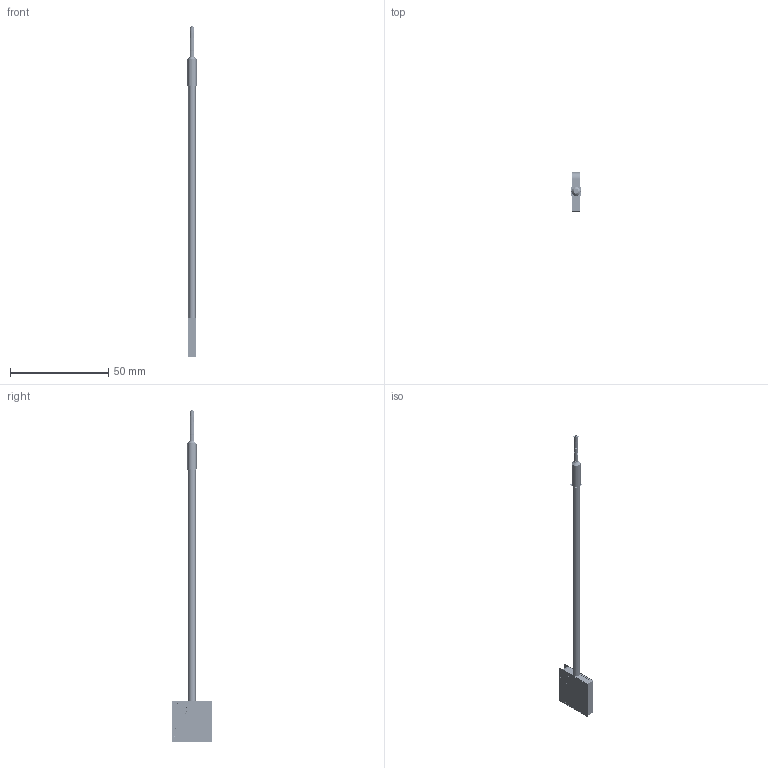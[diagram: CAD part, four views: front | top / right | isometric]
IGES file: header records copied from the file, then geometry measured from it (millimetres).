
Start section:  PTC IGES file: 192749.igs
Global section: file name: 192749.igs; native system: Creo Parametric by Parametric Technology Corporation; preprocessor: 2013230; author: pdmadmin; organization: Unknown; date: 20160209.180452; units: millimetre
Bounding box: 4.6 x 20.79 x 168.62 mm (x, y, z)
Volume: 1650.3 mm3; surface area: 41985.5 mm2
Topology: 13 solids, 14 shells, 1268 faces, 6216 edges, 7956 vertices
Faces by surface type: revolution 1002, bspline 266
